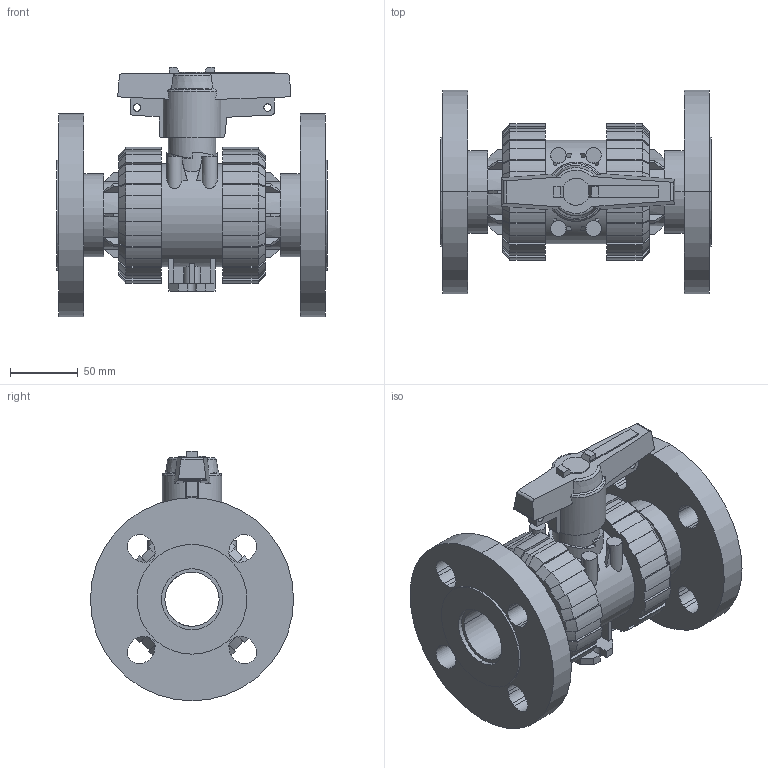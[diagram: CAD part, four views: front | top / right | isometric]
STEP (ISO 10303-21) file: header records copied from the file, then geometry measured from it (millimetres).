
FILE_DESCRIPTION(('STEP AP214'),'1');
FILE_NAME('cctmp_E5444F4A-8CB2-440F-B5CE-A8CD38D8AE0B_2022_05_05_11_20_56_0483..stp','2022-05-05T09:20:57',('Praher Valves GmbH'),('CADClick - www.CADClick.com'),'Spatial InterOp 3D',' ','unknown authorization');
FILE_SCHEMA(('AUTOMOTIVE_DESIGN'));
Length unit declared in the file: millimetre
Products named in the file (9): cc_unnamed; 129926A_7; 129926A_6; 129926A_5; 129926A_4; 129926A_3; 129926A_2; 129926A_1; 129926A
Assembly tree (8 placements, depth 2):
  cc_unnamed
    129926A_7
    129926A_6
    129926A_5
    129926A_4
    129926A_3
    129926A_2
    129926A_1
    129926A
Bounding box: 200 x 150 x 184.37 mm (x, y, z)
Volume: 1267045.6 mm3; surface area: 281756.1 mm2
Topology: 8 solids, 8 shells, 604 faces, 1720 edges, 1146 vertices
Faces by surface type: plane 294, cylinder 174, cone 80, bspline 48, torus 8
Entity records: 26295 total; most frequent: CARTESIAN_POINT 5814, ORIENTED_EDGE 3440, DIRECTION 3034, EDGE_CURVE 1720, VERTEX_POINT 1146, AXIS2_PLACEMENT_3D 1067, LINE 900, VECTOR 900
